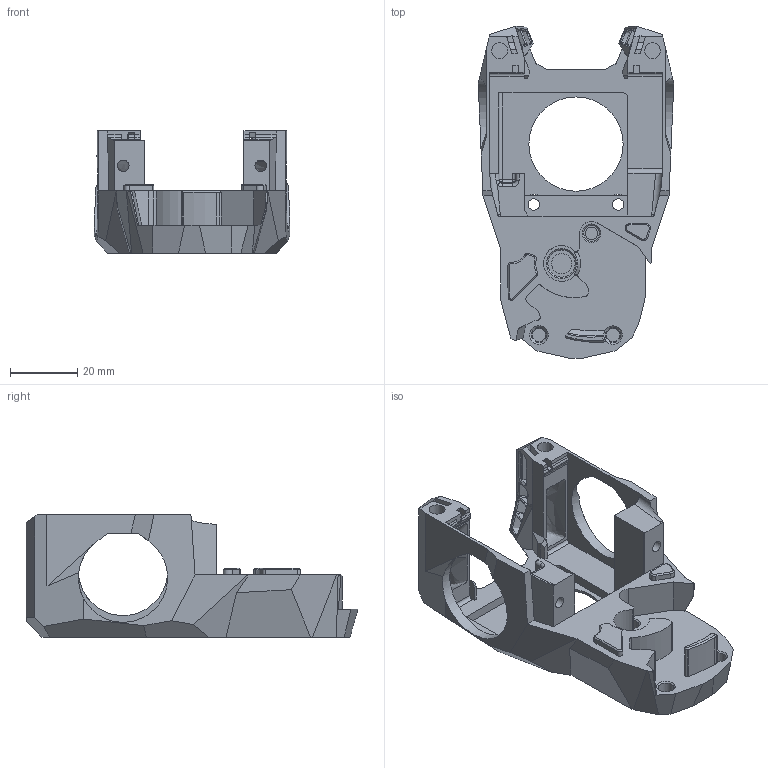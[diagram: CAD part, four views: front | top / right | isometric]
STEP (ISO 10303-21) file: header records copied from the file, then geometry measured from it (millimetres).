
FILE_DESCRIPTION(/* description */ (''),/* implementation_level */ '2;1');
FILE_NAME(/* name */ 'Cowl.step',/* time_stamp */ '2024-07-07T10:16:43-06:00',/* author */ (''),/* organization */ (''),/* preprocessor_version */ 'ST-DEVELOPER v20',/* originating_system */ 'Autodesk Translation Framework v13.14.0.145',/* authorisation */ '');
FILE_SCHEMA (('AUTOMOTIVE_DESIGN { 1 0 10303 214 3 1 1 }'));
Length unit declared in the file: millimetre
Products named in the file (1): Cowl
Bounding box: 58.07 x 98.56 x 36.34 mm (x, y, z)
Volume: 40234.5 mm3; surface area: 21173.7 mm2
Topology: 1 solids, 1 shells, 577 faces, 1598 edges, 1009 vertices
Faces by surface type: plane 291, cylinder 134, bspline 93, cone 51, sphere 6, torus 2
Full cylindrical faces by diameter (mm): 3.4 x4, 3.7 x1, 4.7 x5, 6 x3, 6.2 x2, 8.1 x1, 28 x1
Entity records: 30468 total; most frequent: CARTESIAN_POINT 16101, ORIENTED_EDGE 3186, DIRECTION 2795, EDGE_CURVE 1593, VERTEX_POINT 1009, LINE 947, VECTOR 947, AXIS2_PLACEMENT_3D 924
